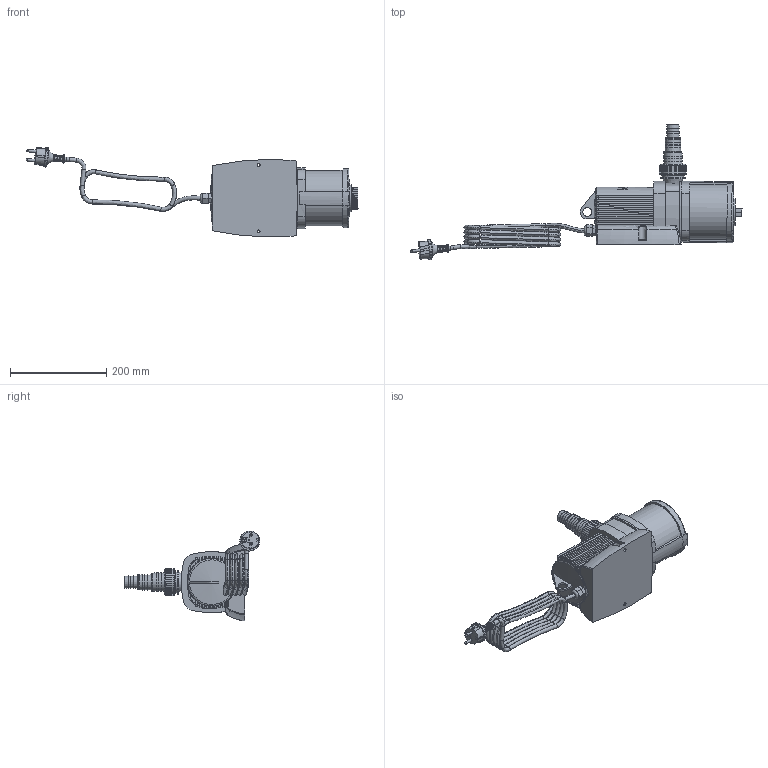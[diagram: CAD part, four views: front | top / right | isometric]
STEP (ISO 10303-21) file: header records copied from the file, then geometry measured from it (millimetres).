
FILE_DESCRIPTION(/* description */ (''),/* implementation_level */ '2;1');
FILE_NAME(/* name */ '56876_neptun_9000..stp',/* time_stamp */ '2016-07-15T11:38:26+02:00',/* author */ ('guzb562'),/* organization */ (''),/* preprocessor_version */ 'ST-DEVELOPER v16.1',/* originating_system */ 'Autodesk Inventor 2016',/* authorisation */ '');
FILE_SCHEMA (('AUTOMOTIVE_DESIGN { 1 0 10303 214 3 1 1 }'));
Products named in the file (7): 56976_Auuarius_Pumpe; 56876 Fus Aquarius; 56976_Filter Aquarius; verlängerung; kabel_1; stecker_schuko; 56876_neptun_9000.
Assembly tree (6 placements, depth 2):
  56876_neptun_9000.
    56976_Auuarius_Pumpe
    56876 Fus Aquarius
    56976_Filter Aquarius
    verlängerung
    kabel_1
    stecker_schuko
Bounding box: 689.32 x 281.39 x 186.64 mm (x, y, z)
Volume: 3094397.1 mm3; surface area: 448918.5 mm2
Topology: 6 solids, 10 shells, 1070 faces, 2850 edges, 1849 vertices
Faces by surface type: plane 558, bspline 215, cylinder 203, cone 57, torus 37
Full cylindrical faces by diameter (mm): 5 x3, 6.169 x2, 7 x1, 8.356 x1, 9.533 x4, 17 x1, 18.842 x1, 41.5 x1, 41.564 x1, 44.116 x1, 46.327 x1, 47.457 x1, 50.212 x1, 53.201 x1, 55.438 x1, 103.725 x1, 111.163 x1, 115.031 x1
Entity records: 56218 total; most frequent: CARTESIAN_POINT 30510, ORIENTED_EDGE 5480, DIRECTION 4887, EDGE_CURVE 2740, VERTEX_POINT 1825, AXIS2_PLACEMENT_3D 1747, LINE 1393, VECTOR 1393
